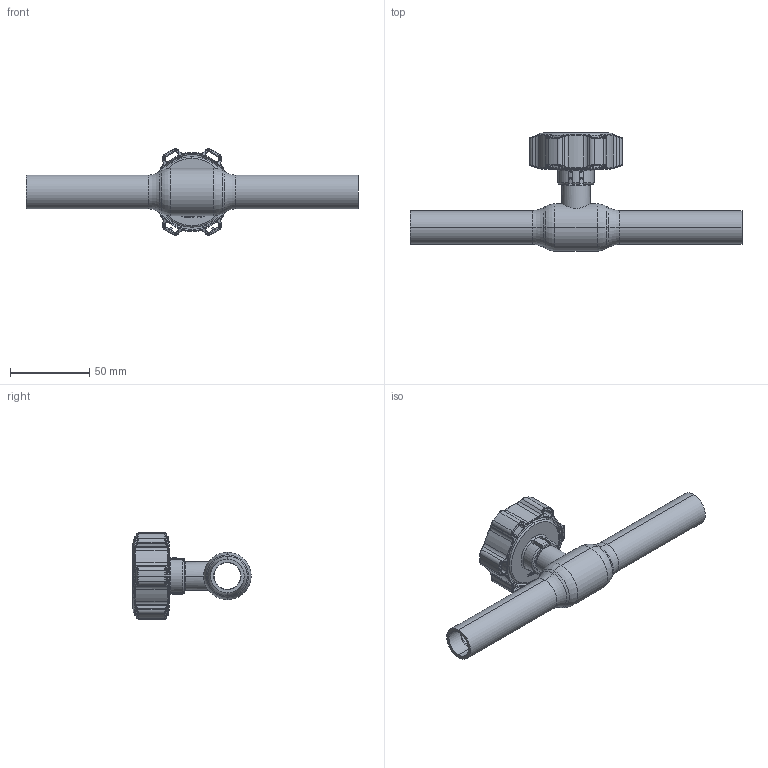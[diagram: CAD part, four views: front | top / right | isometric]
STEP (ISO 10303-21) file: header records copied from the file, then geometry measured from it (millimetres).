
FILE_DESCRIPTION (( 'STEP AP214' ), '1' );
FILE_NAME ('1015003000-2201.step', '2023-09-15T10:40:55', ( '' ), ( '' ), 'SwSTEP 2.0', 'SolidWorks 2021', '' );
FILE_SCHEMA (( 'AUTOMOTIVE_DESIGN' ));
Length unit declared in the file: millimetre
Products named in the file (1): 1015003000-2201
Bounding box: 210 x 74.8 x 54.57 mm (x, y, z)
Surface area: 38801.1 mm2 (no closed solid volume)
Topology: 0 solids, 8 shells, 486 faces, 1398 edges, 903 vertices
Faces by surface type: bspline 165, cylinder 126, plane 76, torus 75, cone 44
Entity records: 30269 total; most frequent: CARTESIAN_POINT 13722, ORIENTED_EDGE 2496, DIRECTION 1946, EDGE_CURVE 1398, VERTEX_POINT 903, AXIS2_PLACEMENT_3D 780, B_SPLINE_CURVE_WITH_KNOTS 524, EDGE_LOOP 517
